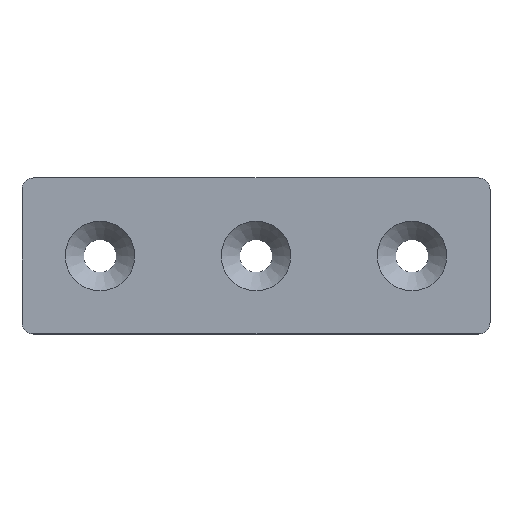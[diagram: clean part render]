
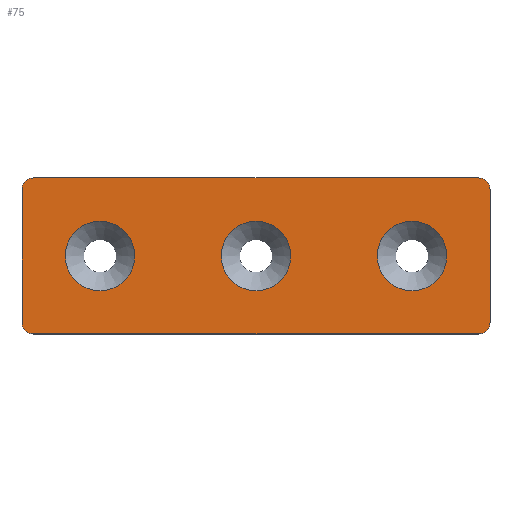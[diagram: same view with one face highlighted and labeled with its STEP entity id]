
A CAD part, top view. The second image highlights one B-rep face of the part: STEP entity #75.
In plain terms, the highlighted planar face has unit normal (0, 0, 1).
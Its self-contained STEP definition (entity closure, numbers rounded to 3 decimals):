
#75 = ADVANCED_FACE( '', ( #92, #93, #94, #95 ), #96, .T. );
#92 = FACE_BOUND( '', #136, .T. );
#93 = FACE_BOUND( '', #137, .T. );
#94 = FACE_BOUND( '', #138, .T. );
#95 = FACE_OUTER_BOUND( '', #139, .T. );
#96 = PLANE( '', #140 );
#136 = EDGE_LOOP( '', ( #180 ) );
#137 = EDGE_LOOP( '', ( #181 ) );
#138 = EDGE_LOOP( '', ( #182 ) );
#139 = EDGE_LOOP( '', ( #183, #184, #185, #186, #187, #188, #189, #190 ) );
#140 = AXIS2_PLACEMENT_3D( '', #191, #192, #193 );
#180 = ORIENTED_EDGE( '', *, *, #294, .F. );
#181 = ORIENTED_EDGE( '', *, *, #295, .F. );
#182 = ORIENTED_EDGE( '', *, *, #296, .F. );
#183 = ORIENTED_EDGE( '', *, *, #297, .T. );
#184 = ORIENTED_EDGE( '', *, *, #298, .T. );
#185 = ORIENTED_EDGE( '', *, *, #299, .T. );
#186 = ORIENTED_EDGE( '', *, *, #300, .T. );
#187 = ORIENTED_EDGE( '', *, *, #301, .T. );
#188 = ORIENTED_EDGE( '', *, *, #302, .T. );
#189 = ORIENTED_EDGE( '', *, *, #303, .T. );
#190 = ORIENTED_EDGE( '', *, *, #304, .T. );
#191 = CARTESIAN_POINT( '', ( 3., 17., 5. ) );
#192 = DIRECTION( '', ( 0., 0., 1. ) );
#193 = DIRECTION( '', ( 1., 0., 0. ) );
#294 = EDGE_CURVE( '', #327, #327, #328, .T. );
#295 = EDGE_CURVE( '', #329, #329, #330, .T. );
#296 = EDGE_CURVE( '', #331, #331, #332, .T. );
#297 = EDGE_CURVE( '', #333, #334, #335, .T. );
#298 = EDGE_CURVE( '', #334, #336, #337, .T. );
#299 = EDGE_CURVE( '', #336, #338, #339, .T. );
#300 = EDGE_CURVE( '', #338, #340, #341, .T. );
#301 = EDGE_CURVE( '', #340, #342, #343, .T. );
#302 = EDGE_CURVE( '', #342, #344, #345, .T. );
#303 = EDGE_CURVE( '', #344, #346, #347, .T. );
#304 = EDGE_CURVE( '', #346, #333, #348, .T. );
#327 = VERTEX_POINT( '', #385 );
#328 = CIRCLE( '', #386, 8.9 );
#329 = VERTEX_POINT( '', #387 );
#330 = CIRCLE( '', #388, 8.9 );
#331 = VERTEX_POINT( '', #389 );
#332 = CIRCLE( '', #390, 8.9 );
#333 = VERTEX_POINT( '', #391 );
#334 = VERTEX_POINT( '', #392 );
#335 = CIRCLE( '', #393, 3. );
#336 = VERTEX_POINT( '', #394 );
#337 = LINE( '', #395, #396 );
#338 = VERTEX_POINT( '', #397 );
#339 = CIRCLE( '', #398, 3. );
#340 = VERTEX_POINT( '', #399 );
#341 = LINE( '', #400, #401 );
#342 = VERTEX_POINT( '', #402 );
#343 = CIRCLE( '', #403, 3. );
#344 = VERTEX_POINT( '', #404 );
#345 = LINE( '', #405, #406 );
#346 = VERTEX_POINT( '', #407 );
#347 = CIRCLE( '', #408, 3. );
#348 = LINE( '', #409, #410 );
#385 = CARTESIAN_POINT( '', ( 108.9, 0., 5. ) );
#386 = AXIS2_PLACEMENT_3D( '', #459, #460, #461 );
#387 = CARTESIAN_POINT( '', ( 68.9, 0., 5. ) );
#388 = AXIS2_PLACEMENT_3D( '', #462, #463, #464 );
#389 = CARTESIAN_POINT( '', ( 28.9, 0., 5. ) );
#390 = AXIS2_PLACEMENT_3D( '', #465, #466, #467 );
#391 = CARTESIAN_POINT( '', ( 3., 20., 5. ) );
#392 = CARTESIAN_POINT( '', ( 0., 17., 5. ) );
#393 = AXIS2_PLACEMENT_3D( '', #468, #469, #470 );
#394 = CARTESIAN_POINT( '', ( 0., -17., 5. ) );
#395 = CARTESIAN_POINT( '', ( 0., 17., 5. ) );
#396 = VECTOR( '', #471, 1000. );
#397 = CARTESIAN_POINT( '', ( 3., -20., 5. ) );
#398 = AXIS2_PLACEMENT_3D( '', #472, #473, #474 );
#399 = CARTESIAN_POINT( '', ( 117., -20., 5. ) );
#400 = CARTESIAN_POINT( '', ( 3., -20., 5. ) );
#401 = VECTOR( '', #475, 1000. );
#402 = CARTESIAN_POINT( '', ( 120., -17., 5. ) );
#403 = AXIS2_PLACEMENT_3D( '', #476, #477, #478 );
#404 = CARTESIAN_POINT( '', ( 120., 17., 5. ) );
#405 = CARTESIAN_POINT( '', ( 120., -17., 5. ) );
#406 = VECTOR( '', #479, 1000. );
#407 = CARTESIAN_POINT( '', ( 117., 20., 5. ) );
#408 = AXIS2_PLACEMENT_3D( '', #480, #481, #482 );
#409 = CARTESIAN_POINT( '', ( 117., 20., 5. ) );
#410 = VECTOR( '', #483, 1000. );
#459 = CARTESIAN_POINT( '', ( 100., 0., 5. ) );
#460 = DIRECTION( '', ( 0., 0., 1. ) );
#461 = DIRECTION( '', ( 1., 0., 0. ) );
#462 = CARTESIAN_POINT( '', ( 60., 0., 5. ) );
#463 = DIRECTION( '', ( 0., 0., 1. ) );
#464 = DIRECTION( '', ( 1., 0., 0. ) );
#465 = CARTESIAN_POINT( '', ( 20., 0., 5. ) );
#466 = DIRECTION( '', ( 0., 0., 1. ) );
#467 = DIRECTION( '', ( 1., 0., 0. ) );
#468 = CARTESIAN_POINT( '', ( 3., 17., 5. ) );
#469 = DIRECTION( '', ( 0., 0., 1. ) );
#470 = DIRECTION( '', ( 1., 0., 0. ) );
#471 = DIRECTION( '', ( 0., -1., 0. ) );
#472 = CARTESIAN_POINT( '', ( 3., -17., 5. ) );
#473 = DIRECTION( '', ( 0., 0., 1. ) );
#474 = DIRECTION( '', ( 1., 0., 0. ) );
#475 = DIRECTION( '', ( 1., 0., 0. ) );
#476 = CARTESIAN_POINT( '', ( 117., -17., 5. ) );
#477 = DIRECTION( '', ( 0., 0., 1. ) );
#478 = DIRECTION( '', ( 1., 0., 0. ) );
#479 = DIRECTION( '', ( 0., 1., 0. ) );
#480 = CARTESIAN_POINT( '', ( 117., 17., 5. ) );
#481 = DIRECTION( '', ( 0., 0., 1. ) );
#482 = DIRECTION( '', ( 1., 0., 0. ) );
#483 = DIRECTION( '', ( -1., 0., 0. ) );
